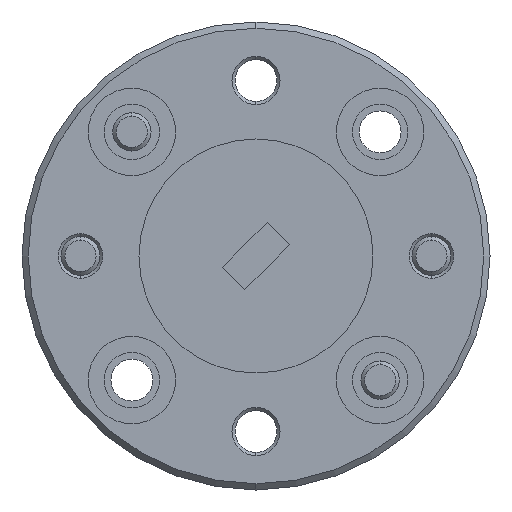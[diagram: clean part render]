
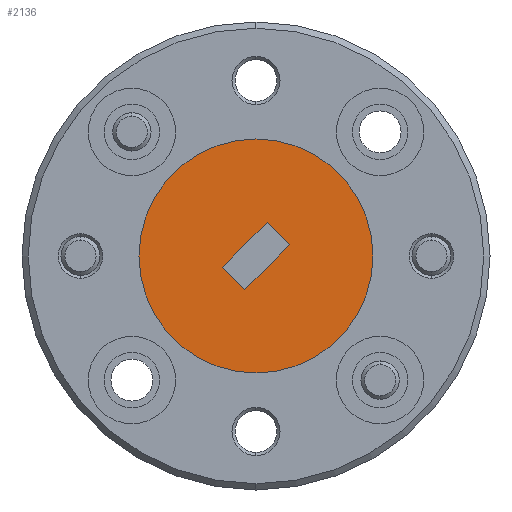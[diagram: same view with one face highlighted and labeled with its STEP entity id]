
A CAD part, left-side view. The second image highlights one B-rep face of the part: STEP entity #2136.
In plain terms, the highlighted planar face has unit normal (-1, 0, 0).
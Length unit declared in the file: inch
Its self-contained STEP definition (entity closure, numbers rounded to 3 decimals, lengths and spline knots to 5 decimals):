
#285 = EDGE_LOOP ( 'NONE', ( #4620, #6366 ) ) ;
#296 = ORIENTED_EDGE ( 'NONE', *, *, #1150, .F. ) ;
#298 = CARTESIAN_POINT ( 'NONE',  ( -1.16109, 0.77862, -0.18013 ) ) ;
#416 = CARTESIAN_POINT ( 'NONE',  ( -1.16109, 0.83165, -0.19781 ) ) ;
#487 = CARTESIAN_POINT ( 'NONE',  ( -1.16109, 0.7963, -0.23316 ) ) ;
#569 = VERTEX_POINT ( 'NONE', #6510 ) ;
#614 = VECTOR ( 'NONE', #3555, 39.37008 ) ;
#750 = CARTESIAN_POINT ( 'NONE',  ( -1.16109, 0.77862, 0.00737 ) ) ;
#760 = VERTEX_POINT ( 'NONE', #487 ) ;
#881 = CIRCLE ( 'NONE', #3172, 0.1875 ) ;
#897 = CARTESIAN_POINT ( 'NONE',  ( -1.16109, 0.76094, -0.1271 ) ) ;
#900 = VECTOR ( 'NONE', #2586, 39.37008 ) ;
#1150 = EDGE_CURVE ( 'NONE', #3307, #760, #3854, .T. ) ;
#1234 = ORIENTED_EDGE ( 'NONE', *, *, #5582, .F. ) ;
#1278 = ORIENTED_EDGE ( 'NONE', *, *, #3371, .F. ) ;
#1617 = VECTOR ( 'NONE', #6463, 39.37008 ) ;
#1823 = EDGE_LOOP ( 'NONE', ( #1278, #1234, #296, #4594 ) ) ;
#2075 = PLANE ( 'NONE',  #4569 ) ;
#2136 = ADVANCED_FACE ( 'NONE', ( #5081, #5834 ), #2075, .F. ) ;
#2359 = CIRCLE ( 'NONE', #6762, 0.1875 ) ;
#2510 = EDGE_CURVE ( 'NONE', #569, #6020, #2359, .T. ) ;
#2551 = LINE ( 'NONE', #4430, #1617 ) ;
#2586 = DIRECTION ( 'NONE',  ( 0., -0.707, 0.707 ) ) ;
#2741 = CARTESIAN_POINT ( 'NONE',  ( -1.16109, 0.83165, -0.19781 ) ) ;
#3069 = CARTESIAN_POINT ( 'NONE',  ( -1.16109, 0.77862, -0.18013 ) ) ;
#3172 = AXIS2_PLACEMENT_3D ( 'NONE', #3069, #4212, #4763 ) ;
#3252 = VERTEX_POINT ( 'NONE', #897 ) ;
#3307 = VERTEX_POINT ( 'NONE', #2741 ) ;
#3351 = VERTEX_POINT ( 'NONE', #4042 ) ;
#3371 = EDGE_CURVE ( 'NONE', #3351, #3252, #4256, .T. ) ;
#3555 = DIRECTION ( 'NONE',  ( 0., -0.707, -0.707 ) ) ;
#3854 = LINE ( 'NONE', #416, #614 ) ;
#3972 = CARTESIAN_POINT ( 'NONE',  ( -1.16109, 0.76094, -0.1271 ) ) ;
#3987 = DIRECTION ( 'NONE',  ( -1., 0., 0. ) ) ;
#4042 = CARTESIAN_POINT ( 'NONE',  ( -1.16109, 0.72558, -0.16245 ) ) ;
#4212 = DIRECTION ( 'NONE',  ( -1., 0., 0. ) ) ;
#4256 = LINE ( 'NONE', #3972, #6184 ) ;
#4303 = DIRECTION ( 'NONE',  ( 1., 0., 0. ) ) ;
#4430 = CARTESIAN_POINT ( 'NONE',  ( -1.16109, 0.76094, -0.1271 ) ) ;
#4569 = AXIS2_PLACEMENT_3D ( 'NONE', #6414, #4303, #5337 ) ;
#4594 = ORIENTED_EDGE ( 'NONE', *, *, #5856, .F. ) ;
#4620 = ORIENTED_EDGE ( 'NONE', *, *, #4683, .T. ) ;
#4683 = EDGE_CURVE ( 'NONE', #6020, #569, #881, .T. ) ;
#4703 = CARTESIAN_POINT ( 'NONE',  ( -1.16109, 0.72558, -0.16245 ) ) ;
#4763 = DIRECTION ( 'NONE',  ( 0., 0., 1. ) ) ;
#5081 = FACE_BOUND ( 'NONE', #1823, .T. ) ;
#5337 = DIRECTION ( 'NONE',  ( 0., 0., 1. ) ) ;
#5566 = LINE ( 'NONE', #4703, #900 ) ;
#5582 = EDGE_CURVE ( 'NONE', #760, #3351, #5566, .T. ) ;
#5608 = DIRECTION ( 'NONE',  ( 0., 0., 1. ) ) ;
#5834 = FACE_OUTER_BOUND ( 'NONE', #285, .T. ) ;
#5856 = EDGE_CURVE ( 'NONE', #3252, #3307, #2551, .T. ) ;
#6020 = VERTEX_POINT ( 'NONE', #750 ) ;
#6141 = DIRECTION ( 'NONE',  ( 0., 0.707, 0.707 ) ) ;
#6184 = VECTOR ( 'NONE', #6141, 39.37008 ) ;
#6366 = ORIENTED_EDGE ( 'NONE', *, *, #2510, .T. ) ;
#6414 = CARTESIAN_POINT ( 'NONE',  ( -1.16109, 0.96612, -0.18013 ) ) ;
#6463 = DIRECTION ( 'NONE',  ( 0., 0.707, -0.707 ) ) ;
#6510 = CARTESIAN_POINT ( 'NONE',  ( -1.16109, 0.77862, -0.36763 ) ) ;
#6762 = AXIS2_PLACEMENT_3D ( 'NONE', #298, #3987, #5608 ) ;
